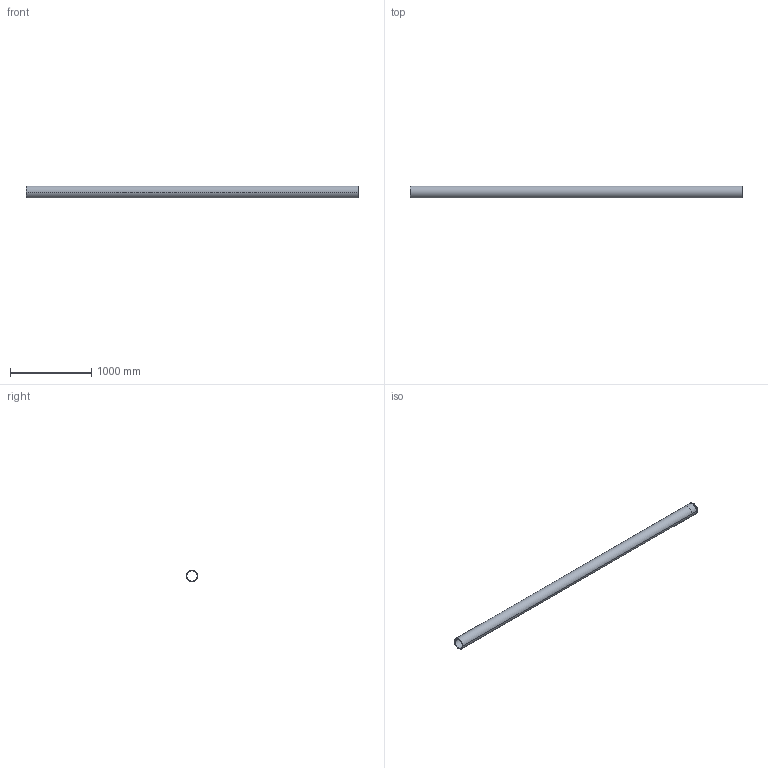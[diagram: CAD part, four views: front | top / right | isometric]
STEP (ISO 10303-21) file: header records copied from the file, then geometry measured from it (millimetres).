
FILE_DESCRIPTION(('CATIA V5 STEP Exchange'),'2;1');
FILE_NAME('fut de verin superieur.stp','2022-01-31T10:14:01+00:00',('none'),('none'),'CATIA Version 5 Release 20 GA (IN-10)','CATIA V5 STEP AP203','none');
FILE_SCHEMA(('CONFIG_CONTROL_DESIGN'));
Length unit declared in the file: millimetre
Products named in the file (1): fût de vérin supérieur
Bounding box: 4085 x 146 x 146 mm (x, y, z)
Volume: 16523917.7 mm3; surface area: 3512647.8 mm2
Topology: 1 solids, 1 shells, 27 faces, 74 edges, 50 vertices
Faces by surface type: cylinder 16, plane 9, cone 2
Entity records: 943 total; most frequent: CARTESIAN_POINT 264, ORIENTED_EDGE 148, DIRECTION 96, EDGE_CURVE 74, VERTEX_POINT 48, AXIS2_PLACEMENT_3D 46, VECTOR 32, EDGE_LOOP 32
